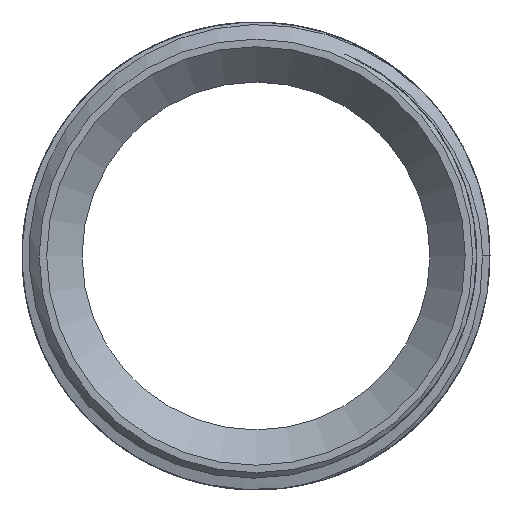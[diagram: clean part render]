
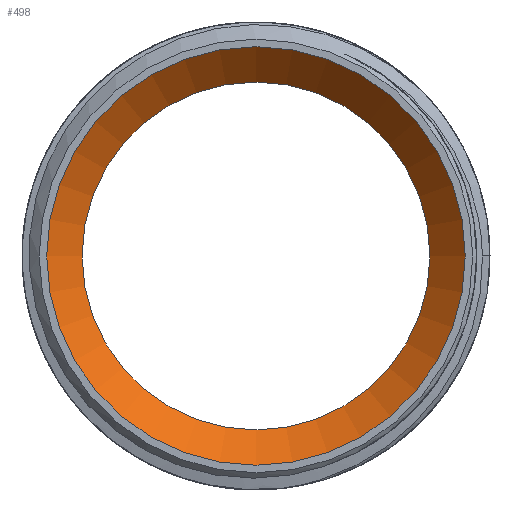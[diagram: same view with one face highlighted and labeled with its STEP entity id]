
A CAD part, left-side view. The second image highlights one B-rep face of the part: STEP entity #498.
In plain terms, the highlighted conical face has half-angle 45 degrees and reference radius 26.162 mm.
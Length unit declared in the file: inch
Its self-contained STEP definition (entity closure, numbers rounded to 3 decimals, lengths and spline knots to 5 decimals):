
#32=CONICAL_SURFACE('',#564,1.03,0.785);
#60=FACE_OUTER_BOUND('',#91,.T.);
#91=EDGE_LOOP('',(#441,#442,#443,#444));
#106=CIRCLE('',#547,0.935);
#116=CIRCLE('',#565,1.125);
#168=LINE('',#3858,#183);
#183=VECTOR('',#667,1.03);
#218=VERTEX_POINT('',#1324);
#233=VERTEX_POINT('',#3857);
#279=EDGE_CURVE('',#218,#218,#106,.T.);
#306=EDGE_CURVE('',#218,#233,#168,.T.);
#307=EDGE_CURVE('',#233,#233,#116,.T.);
#441=ORIENTED_EDGE('',*,*,#279,.T.);
#442=ORIENTED_EDGE('',*,*,#306,.T.);
#443=ORIENTED_EDGE('',*,*,#307,.F.);
#444=ORIENTED_EDGE('',*,*,#306,.F.);
#498=ADVANCED_FACE('',(#60),#32,.F.);
#547=AXIS2_PLACEMENT_3D('',#1326,#630,#631);
#564=AXIS2_PLACEMENT_3D('',#3856,#665,#666);
#565=AXIS2_PLACEMENT_3D('',#3859,#668,#669);
#630=DIRECTION('center_axis',(1.,0.,0.));
#631=DIRECTION('ref_axis',(0.,0.,-1.));
#665=DIRECTION('center_axis',(-1.,0.,0.));
#666=DIRECTION('ref_axis',(0.,1.,0.));
#667=DIRECTION('',(-0.707,-0.707,0.));
#668=DIRECTION('center_axis',(1.,0.,0.));
#669=DIRECTION('ref_axis',(0.,0.,-1.));
#1324=CARTESIAN_POINT('',(0.19,-0.935,0.));
#1326=CARTESIAN_POINT('Origin',(0.19,0.,0.));
#3856=CARTESIAN_POINT('Origin',(0.095,0.,0.));
#3857=CARTESIAN_POINT('',(0.,-1.125,0.));
#3858=CARTESIAN_POINT('',(0.095,-1.03,0.));
#3859=CARTESIAN_POINT('Origin',(0.,0.,0.));
